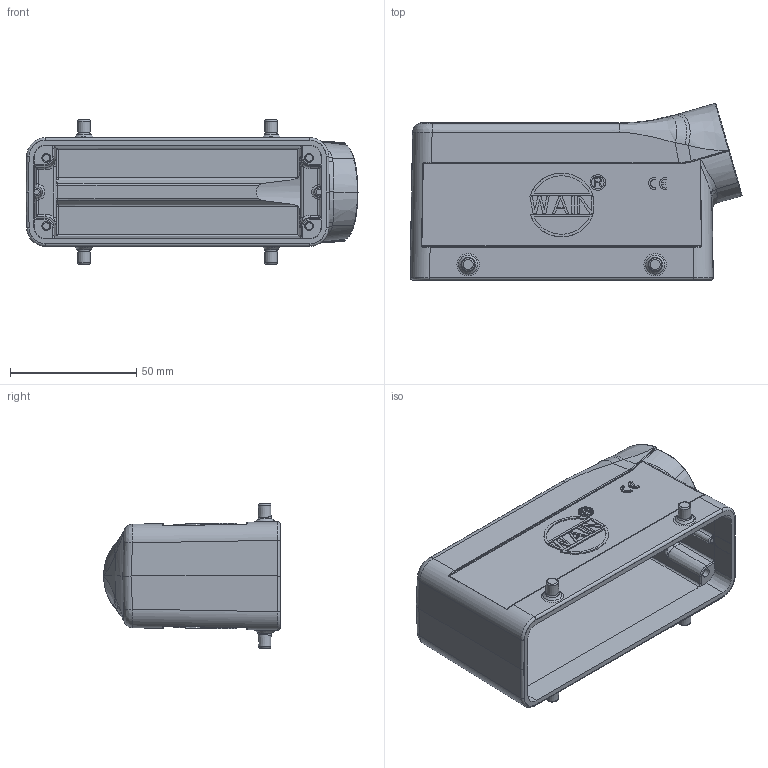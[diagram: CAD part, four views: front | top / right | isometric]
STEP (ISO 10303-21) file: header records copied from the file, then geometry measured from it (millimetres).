
FILE_DESCRIPTION(/* description */ (''),/* implementation_level */ '2;1');
FILE_NAME(/* name */ '3D_1120245301004_H24B-MSE-4B-M32_V1.0_stp.stp',/* time_stamp */ '2024-03-19T19:05:36+08:00',/* author */ (''),/* organization */ (''),/* preprocessor_version */ 'ST-DEVELOPER v18.1',/* originating_system */ 'SIEMENS PLM Software NX 1980',/* authorisation */ '');
FILE_SCHEMA (('PROCESS_PLANNING_SCHEMA'));
Length unit declared in the file: millimetre
Products named in the file (1): 3D_1120245301004_H24B-MSE-4B-M32_V1.0_stp
Bounding box: 131.32 x 69.97 x 57 mm (x, y, z)
Surface area: 48202 mm2 (no closed solid volume)
Topology: 0 solids, 1 shells, 527 faces, 1325 edges, 830 vertices
Faces by surface type: plane 254, cylinder 105, bspline 73, torus 46, cone 34, extrusion 8, sphere 7
Full cylindrical faces by diameter (mm): 3.5 x4, 4.99 x2, 6.1 x2, 28 x1, 30.4 x1
Entity records: 19736 total; most frequent: CARTESIAN_POINT 8214, ORIENTED_EDGE 2498, DIRECTION 2095, EDGE_CURVE 1249, VERTEX_POINT 800, AXIS2_PLACEMENT_3D 702, VECTOR 691, LINE 683
